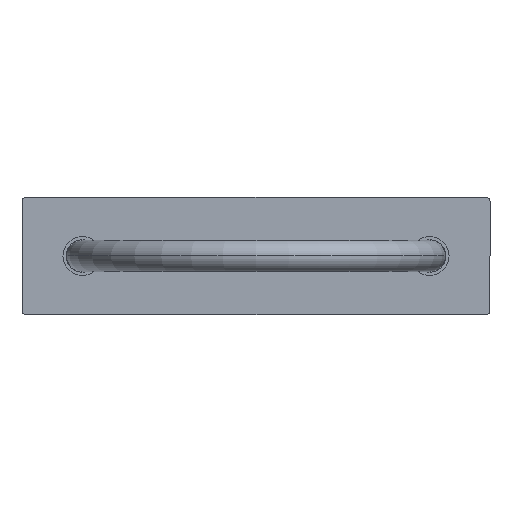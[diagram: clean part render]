
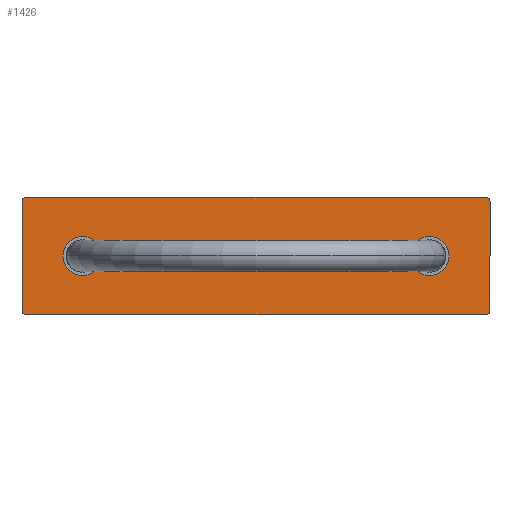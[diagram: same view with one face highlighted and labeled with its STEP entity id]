
A CAD part, left-side view. The second image highlights one B-rep face of the part: STEP entity #1426.
In plain terms, the highlighted face is planar.
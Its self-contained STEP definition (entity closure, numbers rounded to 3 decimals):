
#6 = DIRECTION ( 'NONE',  ( 0., 0., 1. ) ) ;
#73 = EDGE_CURVE ( 'NONE', #1506, #2892, #2248, .T. ) ;
#118 = EDGE_CURVE ( 'NONE', #2086, #1212, #1352, .T. ) ;
#191 = CARTESIAN_POINT ( 'NONE',  ( -44.5, 0., 0. ) ) ;
#202 = CARTESIAN_POINT ( 'NONE',  ( 59., 0., -15. ) ) ;
#279 = CARTESIAN_POINT ( 'NONE',  ( -60., 0., 15. ) ) ;
#284 = DIRECTION ( 'NONE',  ( 0., 0., 1. ) ) ;
#308 = DIRECTION ( 'NONE',  ( 0., 1., 0. ) ) ;
#436 = ORIENTED_EDGE ( 'NONE', *, *, #73, .T. ) ;
#620 = ORIENTED_EDGE ( 'NONE', *, *, #1484, .T. ) ;
#622 = EDGE_CURVE ( 'NONE', #1500, #1212, #2720, .T. ) ;
#658 = EDGE_CURVE ( 'NONE', #2564, #1091, #935, .T. ) ;
#661 = DIRECTION ( 'NONE',  ( 0., -1., 0. ) ) ;
#712 = DIRECTION ( 'NONE',  ( 0., 1., 0. ) ) ;
#721 = CARTESIAN_POINT ( 'NONE',  ( -59., 0., -14. ) ) ;
#731 = EDGE_CURVE ( 'NONE', #3503, #866, #2200, .T. ) ;
#736 = VERTEX_POINT ( 'NONE', #2712 ) ;
#751 = AXIS2_PLACEMENT_3D ( 'NONE', #1650, #3033, #1073 ) ;
#784 = DIRECTION ( 'NONE',  ( 0., 0., 1. ) ) ;
#801 = VECTOR ( 'NONE', #2372, 1000. ) ;
#806 = CARTESIAN_POINT ( 'NONE',  ( 44.5, 0., 0. ) ) ;
#829 = EDGE_CURVE ( 'NONE', #1180, #3208, #3296, .T. ) ;
#866 = VERTEX_POINT ( 'NONE', #2235 ) ;
#880 = CARTESIAN_POINT ( 'NONE',  ( -60., 0., 14. ) ) ;
#901 = CARTESIAN_POINT ( 'NONE',  ( 44.5, 0., -5. ) ) ;
#916 = AXIS2_PLACEMENT_3D ( 'NONE', #191, #712, #1851 ) ;
#918 = EDGE_LOOP ( 'NONE', ( #436, #2226 ) ) ;
#932 = AXIS2_PLACEMENT_3D ( 'NONE', #806, #3056, #784 ) ;
#935 = CIRCLE ( 'NONE', #3696, 1. ) ;
#1073 = DIRECTION ( 'NONE',  ( 0., 0., 1. ) ) ;
#1074 = CIRCLE ( 'NONE', #916, 5. ) ;
#1090 = AXIS2_PLACEMENT_3D ( 'NONE', #3235, #2044, #1215 ) ;
#1091 = VERTEX_POINT ( 'NONE', #2230 ) ;
#1180 = VERTEX_POINT ( 'NONE', #1971 ) ;
#1209 = DIRECTION ( 'NONE',  ( 0., -1., 0. ) ) ;
#1212 = VERTEX_POINT ( 'NONE', #880 ) ;
#1215 = DIRECTION ( 'NONE',  ( 0., 0., 1. ) ) ;
#1234 = CIRCLE ( 'NONE', #3675, 5. ) ;
#1238 = CARTESIAN_POINT ( 'NONE',  ( -59., 0., 14. ) ) ;
#1280 = EDGE_LOOP ( 'NONE', ( #2117, #2299, #3549, #2537, #3142, #620, #1855, #3366 ) ) ;
#1314 = DIRECTION ( 'NONE',  ( 0., -1., 0. ) ) ;
#1352 = LINE ( 'NONE', #2783, #2774 ) ;
#1426 = ADVANCED_FACE ( 'NONE', ( #2763, #1663, #2198 ), #3670, .F. ) ;
#1484 = EDGE_CURVE ( 'NONE', #3503, #736, #2280, .T. ) ;
#1500 = VERTEX_POINT ( 'NONE', #3488 ) ;
#1506 = VERTEX_POINT ( 'NONE', #2430 ) ;
#1589 = CARTESIAN_POINT ( 'NONE',  ( -44.5, 0., 5. ) ) ;
#1650 = CARTESIAN_POINT ( 'NONE',  ( -44.5, 0., 0. ) ) ;
#1663 = FACE_OUTER_BOUND ( 'NONE', #1280, .T. ) ;
#1785 = CARTESIAN_POINT ( 'NONE',  ( 60., 0., -15. ) ) ;
#1796 = EDGE_CURVE ( 'NONE', #2564, #736, #2672, .T. ) ;
#1797 = DIRECTION ( 'NONE',  ( 0., 0., 1. ) ) ;
#1851 = DIRECTION ( 'NONE',  ( 0., 0., 1. ) ) ;
#1855 = ORIENTED_EDGE ( 'NONE', *, *, #1796, .F. ) ;
#1869 = DIRECTION ( 'NONE',  ( -1., 0., 0. ) ) ;
#1971 = CARTESIAN_POINT ( 'NONE',  ( 44.5, 0., 5. ) ) ;
#1977 = ORIENTED_EDGE ( 'NONE', *, *, #829, .T. ) ;
#2044 = DIRECTION ( 'NONE',  ( 0., -1., 0. ) ) ;
#2058 = VECTOR ( 'NONE', #1869, 1000. ) ;
#2086 = VERTEX_POINT ( 'NONE', #3312 ) ;
#2117 = ORIENTED_EDGE ( 'NONE', *, *, #3125, .F. ) ;
#2134 = CARTESIAN_POINT ( 'NONE',  ( 60., 0., 14. ) ) ;
#2152 = EDGE_CURVE ( 'NONE', #3208, #1180, #1234, .T. ) ;
#2154 = CARTESIAN_POINT ( 'NONE',  ( -60., 0., -15. ) ) ;
#2198 = FACE_BOUND ( 'NONE', #3660, .T. ) ;
#2200 = LINE ( 'NONE', #2154, #2058 ) ;
#2226 = ORIENTED_EDGE ( 'NONE', *, *, #2869, .T. ) ;
#2230 = CARTESIAN_POINT ( 'NONE',  ( 59., 0., 15. ) ) ;
#2235 = CARTESIAN_POINT ( 'NONE',  ( -59., 0., -15. ) ) ;
#2248 = CIRCLE ( 'NONE', #751, 5. ) ;
#2280 = CIRCLE ( 'NONE', #1090, 1. ) ;
#2299 = ORIENTED_EDGE ( 'NONE', *, *, #622, .T. ) ;
#2308 = DIRECTION ( 'NONE',  ( 0., 1., 0. ) ) ;
#2366 = ORIENTED_EDGE ( 'NONE', *, *, #2152, .T. ) ;
#2372 = DIRECTION ( 'NONE',  ( 0., 0., -1. ) ) ;
#2430 = CARTESIAN_POINT ( 'NONE',  ( -44.5, 0., -5. ) ) ;
#2493 = DIRECTION ( 'NONE',  ( 0., 0., 1. ) ) ;
#2537 = ORIENTED_EDGE ( 'NONE', *, *, #3555, .T. ) ;
#2547 = CARTESIAN_POINT ( 'NONE',  ( 44.5, 0., 0. ) ) ;
#2551 = CARTESIAN_POINT ( 'NONE',  ( 0., 0., 0. ) ) ;
#2564 = VERTEX_POINT ( 'NONE', #2134 ) ;
#2667 = DIRECTION ( 'NONE',  ( 0., 0., 1. ) ) ;
#2672 = LINE ( 'NONE', #1785, #801 ) ;
#2712 = CARTESIAN_POINT ( 'NONE',  ( 60., 0., -14. ) ) ;
#2720 = CIRCLE ( 'NONE', #3674, 1. ) ;
#2730 = VECTOR ( 'NONE', #2858, 1000. ) ;
#2763 = FACE_BOUND ( 'NONE', #918, .T. ) ;
#2774 = VECTOR ( 'NONE', #2493, 1000. ) ;
#2783 = CARTESIAN_POINT ( 'NONE',  ( -60., 0., -15. ) ) ;
#2858 = DIRECTION ( 'NONE',  ( 1., 0., 0. ) ) ;
#2869 = EDGE_CURVE ( 'NONE', #2892, #1506, #1074, .T. ) ;
#2892 = VERTEX_POINT ( 'NONE', #1589 ) ;
#2960 = AXIS2_PLACEMENT_3D ( 'NONE', #2551, #2308, #284 ) ;
#3033 = DIRECTION ( 'NONE',  ( 0., 1., 0. ) ) ;
#3056 = DIRECTION ( 'NONE',  ( 0., 1., 0. ) ) ;
#3125 = EDGE_CURVE ( 'NONE', #1500, #1091, #3354, .T. ) ;
#3142 = ORIENTED_EDGE ( 'NONE', *, *, #731, .F. ) ;
#3208 = VERTEX_POINT ( 'NONE', #901 ) ;
#3235 = CARTESIAN_POINT ( 'NONE',  ( 59., 0., -14. ) ) ;
#3284 = DIRECTION ( 'NONE',  ( 0., 0., 1. ) ) ;
#3296 = CIRCLE ( 'NONE', #932, 5. ) ;
#3312 = CARTESIAN_POINT ( 'NONE',  ( -60., 0., -14. ) ) ;
#3354 = LINE ( 'NONE', #279, #2730 ) ;
#3366 = ORIENTED_EDGE ( 'NONE', *, *, #658, .T. ) ;
#3488 = CARTESIAN_POINT ( 'NONE',  ( -59., 0., 15. ) ) ;
#3498 = CARTESIAN_POINT ( 'NONE',  ( 59., 0., 14. ) ) ;
#3503 = VERTEX_POINT ( 'NONE', #202 ) ;
#3549 = ORIENTED_EDGE ( 'NONE', *, *, #118, .F. ) ;
#3555 = EDGE_CURVE ( 'NONE', #2086, #866, #3629, .T. ) ;
#3629 = CIRCLE ( 'NONE', #3638, 1. ) ;
#3638 = AXIS2_PLACEMENT_3D ( 'NONE', #721, #1314, #3284 ) ;
#3660 = EDGE_LOOP ( 'NONE', ( #2366, #1977 ) ) ;
#3670 = PLANE ( 'NONE',  #2960 ) ;
#3674 = AXIS2_PLACEMENT_3D ( 'NONE', #1238, #1209, #2667 ) ;
#3675 = AXIS2_PLACEMENT_3D ( 'NONE', #2547, #308, #6 ) ;
#3696 = AXIS2_PLACEMENT_3D ( 'NONE', #3498, #661, #1797 ) ;
